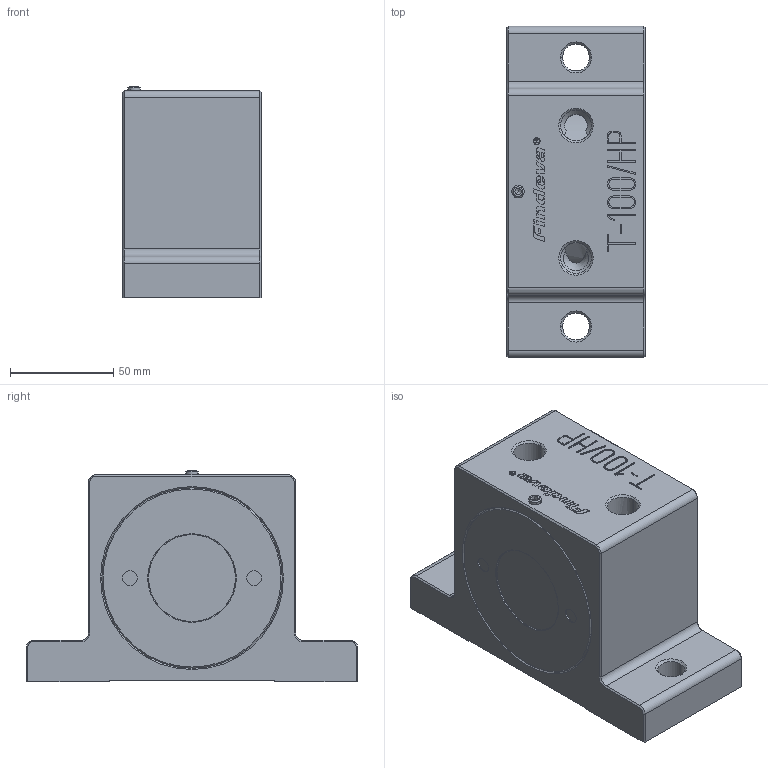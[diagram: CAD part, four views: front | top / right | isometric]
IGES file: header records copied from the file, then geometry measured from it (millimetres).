
Global section: file name: No Iges File Name specified; native system: Autodesk Inventor 2011; preprocessor: AutoDesk Inventor Iges Exporter R2011; author: Petr; date: 20120329.104932; units: millimetre
Bounding box: 67 x 160 x 102 mm (x, y, z)
Volume: 725325.4 mm3; surface area: 61045.3 mm2
Topology: 1 solids, 2 shells, 396 faces, 1012 edges, 661 vertices
Faces by surface type: plane 230, revolution 77, bspline 45, cylinder 29, cone 14, torus 1
